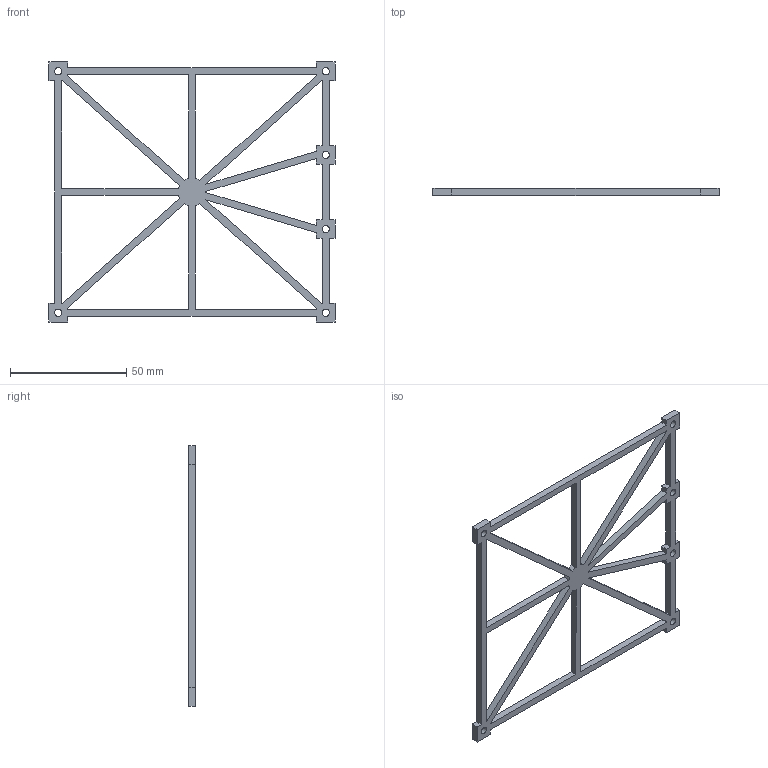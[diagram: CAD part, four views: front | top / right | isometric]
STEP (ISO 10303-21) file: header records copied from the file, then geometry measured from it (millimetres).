
FILE_DESCRIPTION(/* description */ (''),/* implementation_level */ '2;1');
FILE_NAME(/* name */ 'HexScrewGuide.ipt.step',/* time_stamp */ '2024-02-28T22:18:48-06:00',/* author */ ('smz3rm'),/* organization */ (''),/* preprocessor_version */ 'ST-DEVELOPER v18',/* originating_system */ 'Autodesk Inventor 2020',/* authorisation */ '');
FILE_SCHEMA (('AUTOMOTIVE_DESIGN { 1 0 10303 214 3 1 1 }'));
Length unit declared in the file: millimetre
Products named in the file (1): HexScrewGuide
Bounding box: 123.22 x 3 x 112 mm (x, y, z)
Volume: 9426.2 mm3; surface area: 12259.5 mm2
Topology: 1 solids, 1 shells, 86 faces, 252 edges, 168 vertices
Faces by surface type: plane 73, cylinder 13
Full cylindrical faces by diameter (mm): 3.1 x6
Entity records: 2923 total; most frequent: CARTESIAN_POINT 507, ORIENTED_EDGE 504, DIRECTION 452, EDGE_CURVE 252, LINE 226, VECTOR 226, VERTEX_POINT 168, EDGE_LOOP 116
